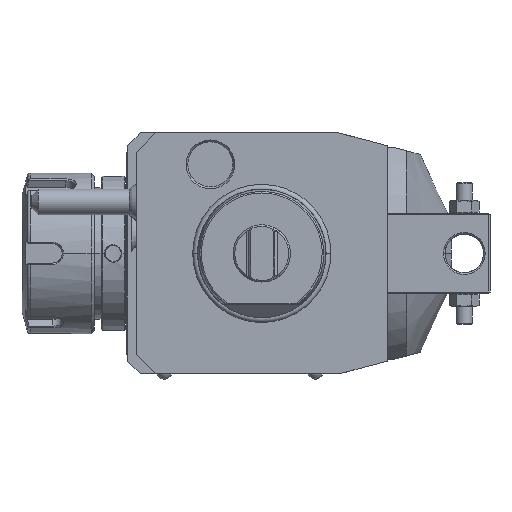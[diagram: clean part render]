
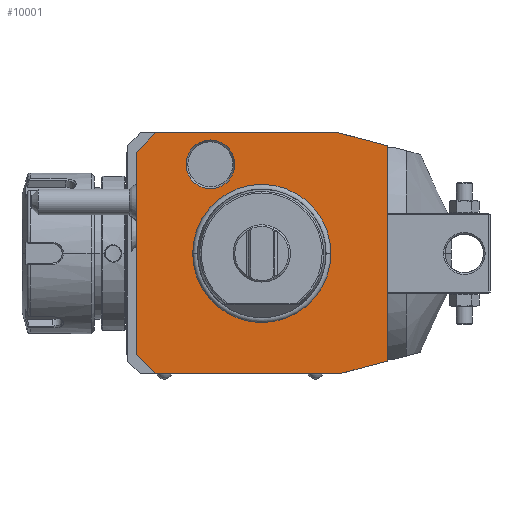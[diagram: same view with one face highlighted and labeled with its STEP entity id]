
A CAD part, front view. The second image highlights one B-rep face of the part: STEP entity #10001.
In plain terms, the highlighted planar face has unit normal (0, -1, 0).
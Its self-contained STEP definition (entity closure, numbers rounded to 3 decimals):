
#1=DIRECTION('',(-0.966,0.,0.259));
#2=VECTOR('',#1,15.529);
#3=CARTESIAN_POINT('',(39.,0.,33.481));
#4=LINE('',#3,#2);
#5=DIRECTION('',(0.,0.,1.));
#6=VECTOR('',#5,66.962);
#7=CARTESIAN_POINT('',(39.,0.,-33.481));
#8=LINE('',#7,#6);
#9=DIRECTION('',(0.966,0.,0.259));
#10=VECTOR('',#9,15.529);
#11=CARTESIAN_POINT('',(24.,0.,-37.5));
#12=LINE('',#11,#10);
#13=DIRECTION('',(1.,0.,0.));
#14=VECTOR('',#13,57.);
#15=CARTESIAN_POINT('',(-33.,0.,-37.5));
#16=LINE('',#15,#14);
#17=DIRECTION('',(0.707,0.,-0.707));
#18=VECTOR('',#17,8.485);
#19=CARTESIAN_POINT('',(-39.,0.,-31.5));
#20=LINE('',#19,#18);
#21=DIRECTION('',(0.,0.,-1.));
#22=VECTOR('',#21,63.);
#23=CARTESIAN_POINT('',(-39.,0.,31.5));
#24=LINE('',#23,#22);
#25=DIRECTION('',(-0.707,0.,-0.707));
#26=VECTOR('',#25,8.485);
#27=CARTESIAN_POINT('',(-33.,0.,37.5));
#28=LINE('',#27,#26);
#29=DIRECTION('',(-1.,0.,0.));
#30=VECTOR('',#29,57.);
#31=CARTESIAN_POINT('',(24.,0.,37.5));
#32=LINE('',#31,#30);
#33=CARTESIAN_POINT('',(-16.,0.,27.713));
#34=DIRECTION('',(0.,1.,0.));
#35=DIRECTION('',(1.,0.,0.));
#36=AXIS2_PLACEMENT_3D('',#33,#34,#35);
#38=CARTESIAN_POINT('',(-16.,0.,27.713));
#39=DIRECTION('',(0.,1.,0.));
#40=DIRECTION('',(-1.,0.,0.));
#41=AXIS2_PLACEMENT_3D('',#38,#39,#40);
#7473=CARTESIAN_POINT('',(0.,0.,0.));
#7474=DIRECTION('',(0.,-1.,0.));
#7475=DIRECTION('',(1.,0.,0.));
#7476=AXIS2_PLACEMENT_3D('',#7473,#7474,#7475);
#7478=CARTESIAN_POINT('',(0.,0.,0.));
#7479=DIRECTION('',(0.,-1.,0.));
#7480=DIRECTION('',(-1.,0.,0.));
#7481=AXIS2_PLACEMENT_3D('',#7478,#7479,#7480);
#9054=CARTESIAN_POINT('',(-8.423,0.,
27.713));
#9055=CARTESIAN_POINT('',(-23.577,0.,
27.713));
#9056=VERTEX_POINT('',#9054);
#9057=VERTEX_POINT('',#9055);
#9810=CARTESIAN_POINT('',(39.,0.,33.481));
#9811=CARTESIAN_POINT('',(24.,0.,37.5));
#9812=VERTEX_POINT('',#9810);
#9813=VERTEX_POINT('',#9811);
#9814=CARTESIAN_POINT('',(-33.,0.,37.5));
#9815=VERTEX_POINT('',#9814);
#9816=CARTESIAN_POINT('',(-39.,0.,31.5));
#9817=VERTEX_POINT('',#9816);
#9818=CARTESIAN_POINT('',(-39.,0.,-31.5));
#9819=VERTEX_POINT('',#9818);
#9820=CARTESIAN_POINT('',(-33.,0.,-37.5));
#9821=VERTEX_POINT('',#9820);
#9822=CARTESIAN_POINT('',(24.,0.,-37.5));
#9823=VERTEX_POINT('',#9822);
#9824=CARTESIAN_POINT('',(39.,0.,-33.481));
#9825=VERTEX_POINT('',#9824);
#9858=CARTESIAN_POINT('',(21.137,0.,0.));
#9859=CARTESIAN_POINT('',(-21.137,0.,0.));
#9860=VERTEX_POINT('',#9858);
#9861=VERTEX_POINT('',#9859);
#9966=CARTESIAN_POINT('',(0.,0.,0.));
#9967=DIRECTION('',(0.,-1.,0.));
#9968=DIRECTION('',(-1.,0.,0.));
#9969=AXIS2_PLACEMENT_3D('',#9966,#9967,#9968);
#9970=PLANE('',#9969);
#9972=ORIENTED_EDGE('',*,*,#9971,.F.);
#9974=ORIENTED_EDGE('',*,*,#9973,.F.);
#9976=ORIENTED_EDGE('',*,*,#9975,.F.);
#9978=ORIENTED_EDGE('',*,*,#9977,.F.);
#9980=ORIENTED_EDGE('',*,*,#9979,.F.);
#9982=ORIENTED_EDGE('',*,*,#9981,.F.);
#9984=ORIENTED_EDGE('',*,*,#9983,.F.);
#9986=ORIENTED_EDGE('',*,*,#9985,.F.);
#9987=EDGE_LOOP('',(#9972,#9974,#9976,#9978,#9980,#9982,#9984,#9986));
#9988=FACE_OUTER_BOUND('',#9987,.F.);
#9990=ORIENTED_EDGE('',*,*,#9989,.T.);
#9992=ORIENTED_EDGE('',*,*,#9991,.T.);
#9993=EDGE_LOOP('',(#9990,#9992));
#9994=FACE_BOUND('',#9993,.F.);
#9996=ORIENTED_EDGE('',*,*,#9995,.F.);
#9998=ORIENTED_EDGE('',*,*,#9997,.F.);
#9999=EDGE_LOOP('',(#9996,#9998));
#10000=FACE_BOUND('',#9999,.F.);
#37=CIRCLE('',#36,7.577);
#42=CIRCLE('',#41,7.577);
#7477=CIRCLE('',#7476,21.137);
#7482=CIRCLE('',#7481,21.137);
#9971=EDGE_CURVE('',#9812,#9813,#4,.T.);
#9973=EDGE_CURVE('',#9825,#9812,#8,.T.);
#9975=EDGE_CURVE('',#9823,#9825,#12,.T.);
#9977=EDGE_CURVE('',#9821,#9823,#16,.T.);
#9979=EDGE_CURVE('',#9819,#9821,#20,.T.);
#9981=EDGE_CURVE('',#9817,#9819,#24,.T.);
#9983=EDGE_CURVE('',#9815,#9817,#28,.T.);
#9985=EDGE_CURVE('',#9813,#9815,#32,.T.);
#9989=EDGE_CURVE('',#9860,#9861,#7477,.T.);
#9991=EDGE_CURVE('',#9861,#9860,#7482,.T.);
#9995=EDGE_CURVE('',#9056,#9057,#37,.T.);
#9997=EDGE_CURVE('',#9057,#9056,#42,.T.);
#10001=ADVANCED_FACE('',(#9988,#9994,#10000),#9970,.T.);
